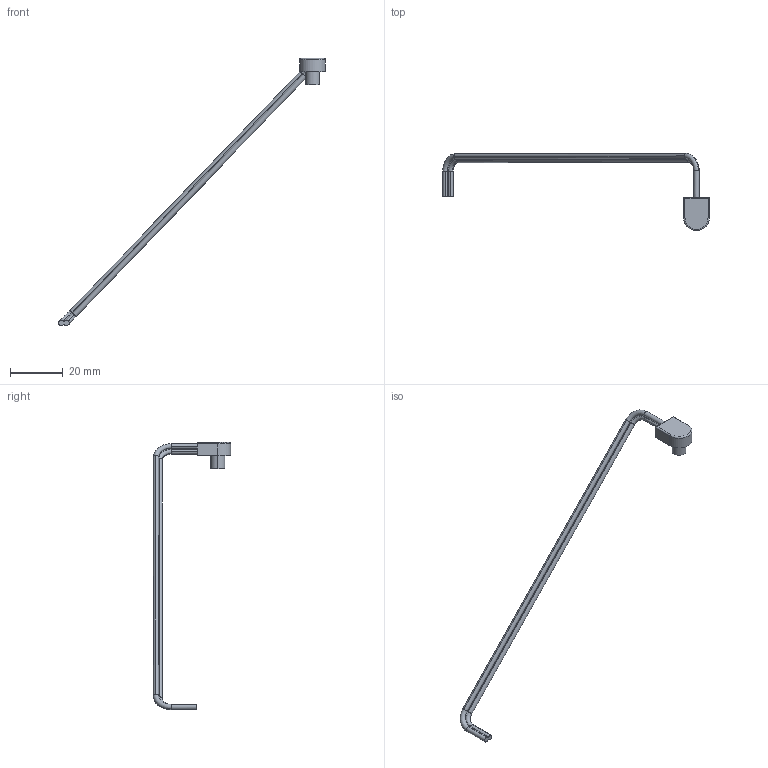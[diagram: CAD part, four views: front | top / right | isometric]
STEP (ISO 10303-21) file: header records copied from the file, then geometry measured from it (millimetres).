
FILE_DESCRIPTION (( 'STEP AP214' ), '1' );
FILE_NAME ('RailGunComplex4.STEP', '2022-04-26T19:07:14', ( '' ), ( '' ), 'SwSTEP 2.0', 'SolidWorks 2019', '' );
FILE_SCHEMA (( 'AUTOMOTIVE_DESIGN' ));
Length unit declared in the file: millimetre
Products named in the file (1): RailGunComplex4
Bounding box: 101.11 x 29.31 x 101.28 mm (x, y, z)
Volume: 1709.6 mm3; surface area: 2250.8 mm2
Topology: 1 solids, 1 shells, 54 faces, 130 edges, 80 vertices
Faces by surface type: cylinder 24, torus 13, plane 13, cone 4
Entity records: 1625 total; most frequent: DIRECTION 315, CARTESIAN_POINT 271, ORIENTED_EDGE 260, AXIS2_PLACEMENT_3D 132, EDGE_CURVE 130, VERTEX_POINT 80, CIRCLE 77, EDGE_LOOP 56
